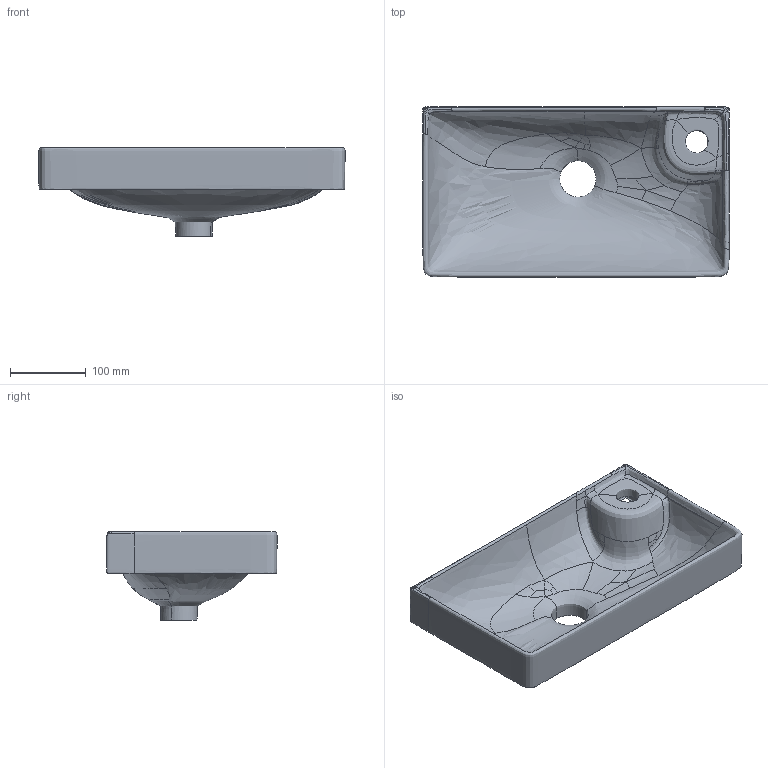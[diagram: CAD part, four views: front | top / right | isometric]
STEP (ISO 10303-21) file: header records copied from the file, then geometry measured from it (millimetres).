
FILE_DESCRIPTION(/* description */ (''),/* implementation_level */ '2;1');
FILE_NAME(/* name */ '2240',/* time_stamp */ '2025-06-10T14:53:45+03:00',/* author */ (''),/* organization */ (''),/* preprocessor_version */ 'ST-DEVELOPER v16.5',/* originating_system */ '',/* authorisation */ '');
FILE_SCHEMA (('AUTOMOTIVE_DESIGN_CC2'));
Length unit declared in the file: millimetre
Products named in the file (1): Document
Bounding box: 404.89 x 224.94 x 116.88 mm (x, y, z)
Surface area: 205340.8 mm2 (no closed solid volume)
Topology: 0 solids, 1 shells, 80 faces, 213 edges, 132 vertices
Faces by surface type: bspline 80
Entity records: 13201 total; most frequent: CARTESIAN_POINT 11873, ORIENTED_EDGE 416, EDGE_CURVE 213, B_SPLINE_CURVE_WITH_KNOTS 213, VERTEX_POINT 132, ADVANCED_FACE 80, FACE_OUTER_BOUND 80, EDGE_LOOP 80
